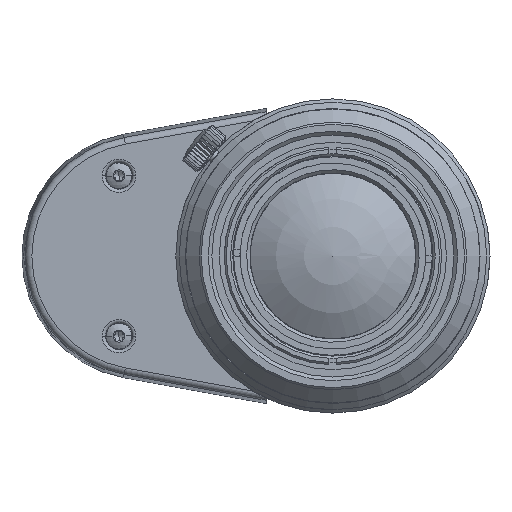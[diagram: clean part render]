
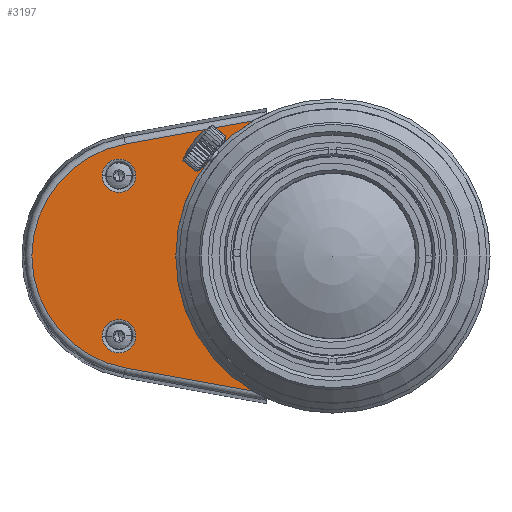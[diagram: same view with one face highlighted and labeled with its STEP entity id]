
A CAD part, left-side view. The second image highlights one B-rep face of the part: STEP entity #3197.
In plain terms, the highlighted planar face has unit normal (-1, 0, 0).
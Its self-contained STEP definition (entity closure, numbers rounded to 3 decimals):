
#1867=PLANE('',#24405);
#2188=FACE_BOUND('',#5996,.T.);
#2189=FACE_BOUND('',#5997,.T.);
#2190=FACE_BOUND('',#5998,.T.);
#3197=ADVANCED_FACE('',(#2188,#2189,#2190),#1867,.F.);
#5996=EDGE_LOOP('',(#12944,#12945));
#5997=EDGE_LOOP('',(#12946,#12947));
#5998=EDGE_LOOP('',(#12948,#12949,#12950,#12951,#12952));
#7880=LINE('',#36994,#9305);
#7881=LINE('',#36997,#9306);
#9305=VECTOR('',#28444,1.);
#9306=VECTOR('',#28447,1.);
#12944=ORIENTED_EDGE('',*,*,#20693,.T.);
#12945=ORIENTED_EDGE('',*,*,#20750,.T.);
#12946=ORIENTED_EDGE('',*,*,#20689,.T.);
#12947=ORIENTED_EDGE('',*,*,#20751,.T.);
#12948=ORIENTED_EDGE('',*,*,#20752,.T.);
#12949=ORIENTED_EDGE('',*,*,#20753,.T.);
#12950=ORIENTED_EDGE('',*,*,#20732,.F.);
#12951=ORIENTED_EDGE('',*,*,#20754,.F.);
#12952=ORIENTED_EDGE('',*,*,#20755,.T.);
#17627=VERTEX_POINT('',#36812);
#17628=VERTEX_POINT('',#36814);
#17631=VERTEX_POINT('',#36821);
#17632=VERTEX_POINT('',#36823);
#17662=VERTEX_POINT('',#36941);
#17663=VERTEX_POINT('',#36943);
#17678=VERTEX_POINT('',#36992);
#17679=VERTEX_POINT('',#36993);
#17680=VERTEX_POINT('',#36996);
#20689=EDGE_CURVE('',#17628,#17627,#22962,.T.);
#20693=EDGE_CURVE('',#17632,#17631,#22966,.T.);
#20732=EDGE_CURVE('',#17662,#17663,#22991,.T.);
#20750=EDGE_CURVE('',#17631,#17632,#22999,.T.);
#20751=EDGE_CURVE('',#17627,#17628,#23000,.T.);
#20752=EDGE_CURVE('',#17678,#17679,#23001,.T.);
#20753=EDGE_CURVE('',#17679,#17663,#7880,.T.);
#20754=EDGE_CURVE('',#17680,#17662,#23002,.T.);
#20755=EDGE_CURVE('',#17680,#17678,#7881,.T.);
#22962=CIRCLE('',#24347,2.5);
#22966=CIRCLE('',#24352,2.5);
#22991=CIRCLE('',#24388,23.5);
#22999=CIRCLE('',#24401,2.5);
#23000=CIRCLE('',#24402,2.5);
#23001=CIRCLE('',#24403,17.022);
#23002=CIRCLE('',#24404,23.5);
#24347=AXIS2_PLACEMENT_3D('',#36813,#28311,#28312);
#24352=AXIS2_PLACEMENT_3D('',#36822,#28321,#28322);
#24388=AXIS2_PLACEMENT_3D('',#36942,#28404,#28405);
#24401=AXIS2_PLACEMENT_3D('',#36989,#28438,#28439);
#24402=AXIS2_PLACEMENT_3D('',#36990,#28440,#28441);
#24403=AXIS2_PLACEMENT_3D('',#36991,#28442,#28443);
#24404=AXIS2_PLACEMENT_3D('',#36995,#28445,#28446);
#24405=AXIS2_PLACEMENT_3D('',#36998,#28448,#28449);
#28311=DIRECTION('',(1.,0.,0.));
#28312=DIRECTION('',(0.,-1.,0.));
#28321=DIRECTION('',(1.,0.,0.));
#28322=DIRECTION('',(0.,-1.,0.));
#28404=DIRECTION('',(-1.,0.,0.));
#28405=DIRECTION('',(0.,-1.,0.));
#28438=DIRECTION('',(1.,0.,0.));
#28439=DIRECTION('',(0.,-1.,0.));
#28440=DIRECTION('',(1.,0.,0.));
#28441=DIRECTION('',(0.,-1.,0.));
#28442=DIRECTION('',(-1.,0.,0.));
#28443=DIRECTION('',(0.,-1.,0.));
#28444=DIRECTION('',(0.,-0.984,-0.179));
#28445=DIRECTION('',(-1.,0.,0.));
#28446=DIRECTION('',(0.,-1.,0.));
#28447=DIRECTION('',(0.,0.984,-0.179));
#28448=DIRECTION('',(1.,0.,0.));
#28449=DIRECTION('',(0.,1.,0.));
#36812=CARTESIAN_POINT('',(-53.101,34.5,-12.));
#36813=CARTESIAN_POINT('',(-53.101,32.,-12.));
#36814=CARTESIAN_POINT('',(-53.101,29.5,-12.));
#36821=CARTESIAN_POINT('',(-53.101,34.5,12.));
#36822=CARTESIAN_POINT('',(-53.101,32.,12.));
#36823=CARTESIAN_POINT('',(-53.101,29.5,12.));
#36941=CARTESIAN_POINT('',(-53.101,23.5,0.));
#36942=CARTESIAN_POINT('',(-53.101,0.,0.));
#36943=CARTESIAN_POINT('',(-53.101,12.004,-20.203));
#36989=CARTESIAN_POINT('',(-53.101,32.,12.));
#36990=CARTESIAN_POINT('',(-53.101,32.,-12.));
#36991=CARTESIAN_POINT('',(-53.101,28.,0.));
#36992=CARTESIAN_POINT('',(-53.101,31.04,16.748));
#36993=CARTESIAN_POINT('',(-53.101,31.04,-16.748));
#36994=CARTESIAN_POINT('',(-53.101,31.04,-16.748));
#36995=CARTESIAN_POINT('',(-53.101,0.,0.));
#36996=CARTESIAN_POINT('',(-53.101,12.004,20.203));
#36997=CARTESIAN_POINT('',(-53.101,31.04,16.748));
#36998=CARTESIAN_POINT('',(-53.101,28.,0.));
